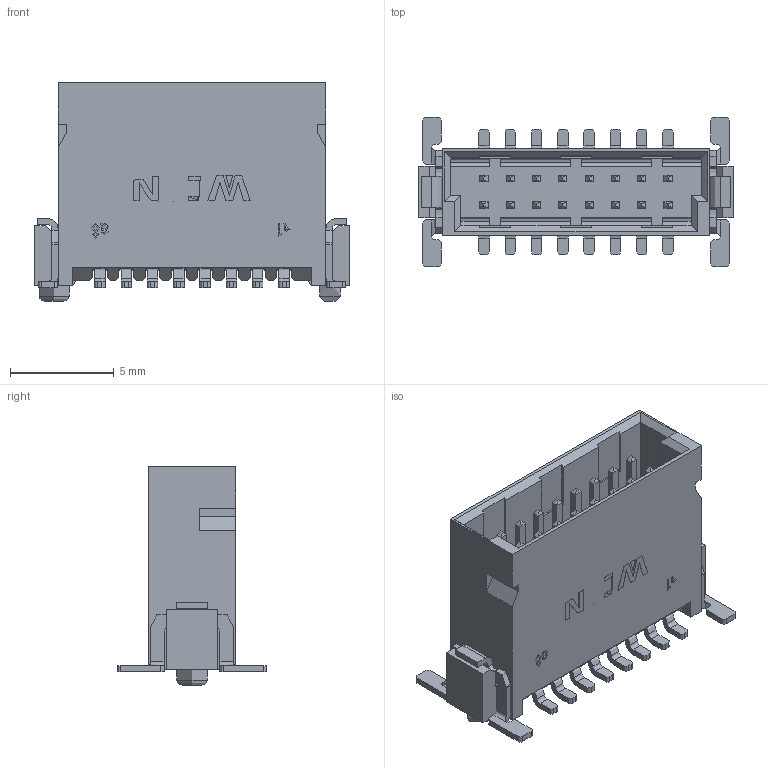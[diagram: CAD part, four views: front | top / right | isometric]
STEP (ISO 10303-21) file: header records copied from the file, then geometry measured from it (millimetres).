
FILE_DESCRIPTION( ('This file contains a STEP AP42 implementation' ,'as created by ZW3D STEP Interface translator.') ,'2;1' );
FILE_NAME( '3910-P016-099MS3WR1W.stp' ,'23 5 3.141637', (''), ('ZWCAD Software Co.'), 'Version 1.0', 'ZW3D to STEP translator', '' );
FILE_SCHEMA(('AUTOMOTIVE_DESIGN { 1 0 10303 214 1 1 1 1 }'));
Length unit declared in the file: millimetre
Products named in the file (2): 0; 3910-P016-099MS3WR1W
Bounding box: 15.21 x 7.2 x 10.55 mm (x, y, z)
Volume: 324.9 mm3
Topology: 2 solids, 3 shells, 1145 faces, 3043 edges, 1947 vertices
Faces by surface type: plane 858, cylinder 233, bspline 53, torus 1
Full cylindrical faces by diameter (mm): 1.45 x1
Entity records: 37203 total; most frequent: CARTESIAN_POINT 7943, ORIENTED_EDGE 6090, DIRECTION 5395, EDGE_CURVE 3045, VECTOR 2361, LINE 2361, VERTEX_POINT 1947, AXIS2_PLACEMENT_3D 1517
